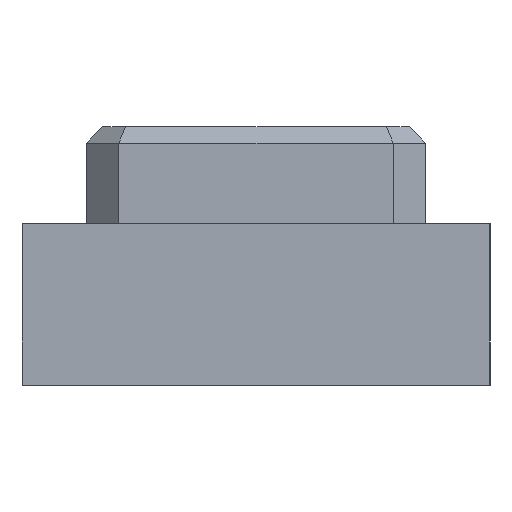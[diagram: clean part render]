
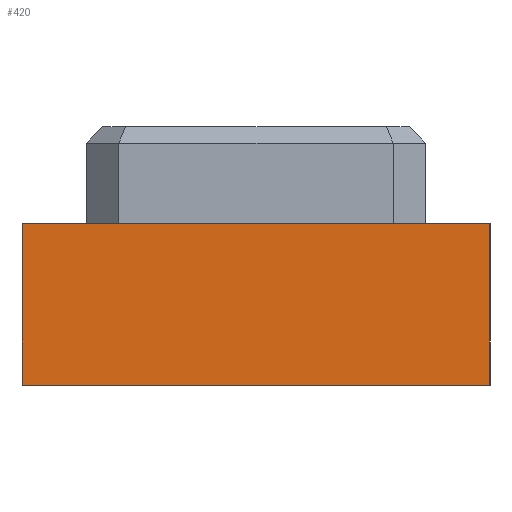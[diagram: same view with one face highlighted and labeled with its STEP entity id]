
A CAD part, left-side view. The second image highlights one B-rep face of the part: STEP entity #420.
In plain terms, the highlighted planar face has unit normal (-1, 0, 0).
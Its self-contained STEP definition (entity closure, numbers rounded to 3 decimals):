
#34=FACE_OUTER_BOUND('',#57,.T.);
#57=EDGE_LOOP('',(#330,#331,#332,#333));
#108=LINE('',#657,#160);
#109=LINE('',#660,#161);
#110=LINE('',#662,#162);
#111=LINE('',#663,#163);
#160=VECTOR('',#547,10.);
#161=VECTOR('',#550,10.);
#162=VECTOR('',#551,10.);
#163=VECTOR('',#552,10.);
#194=VERTEX_POINT('',#653);
#195=VERTEX_POINT('',#655);
#196=VERTEX_POINT('',#659);
#197=VERTEX_POINT('',#661);
#244=EDGE_CURVE('',#194,#195,#108,.T.);
#245=EDGE_CURVE('',#194,#196,#109,.T.);
#246=EDGE_CURVE('',#197,#195,#110,.T.);
#247=EDGE_CURVE('',#196,#197,#111,.T.);
#330=ORIENTED_EDGE('',*,*,#245,.F.);
#331=ORIENTED_EDGE('',*,*,#244,.T.);
#332=ORIENTED_EDGE('',*,*,#246,.F.);
#333=ORIENTED_EDGE('',*,*,#247,.F.);
#373=PLANE('',#457);
#420=ADVANCED_FACE('',(#34),#373,.T.);
#457=AXIS2_PLACEMENT_3D('',#658,#548,#549);
#547=DIRECTION('',(0.,0.,1.));
#548=DIRECTION('center_axis',(-1.,0.,0.));
#549=DIRECTION('ref_axis',(0.,-1.,0.));
#550=DIRECTION('',(0.,1.,0.));
#551=DIRECTION('',(0.,-1.,0.));
#552=DIRECTION('',(0.,0.,1.));
#653=CARTESIAN_POINT('',(-1.675,-0.725,0.));
#655=CARTESIAN_POINT('',(-1.675,-0.725,0.5));
#657=CARTESIAN_POINT('',(-1.675,-0.725,0.));
#658=CARTESIAN_POINT('Origin',(-1.675,0.725,0.));
#659=CARTESIAN_POINT('',(-1.675,0.725,0.));
#660=CARTESIAN_POINT('',(-1.675,-0.725,0.));
#661=CARTESIAN_POINT('',(-1.675,0.725,0.5));
#662=CARTESIAN_POINT('',(-1.675,-0.725,0.5));
#663=CARTESIAN_POINT('',(-1.675,0.725,0.));
